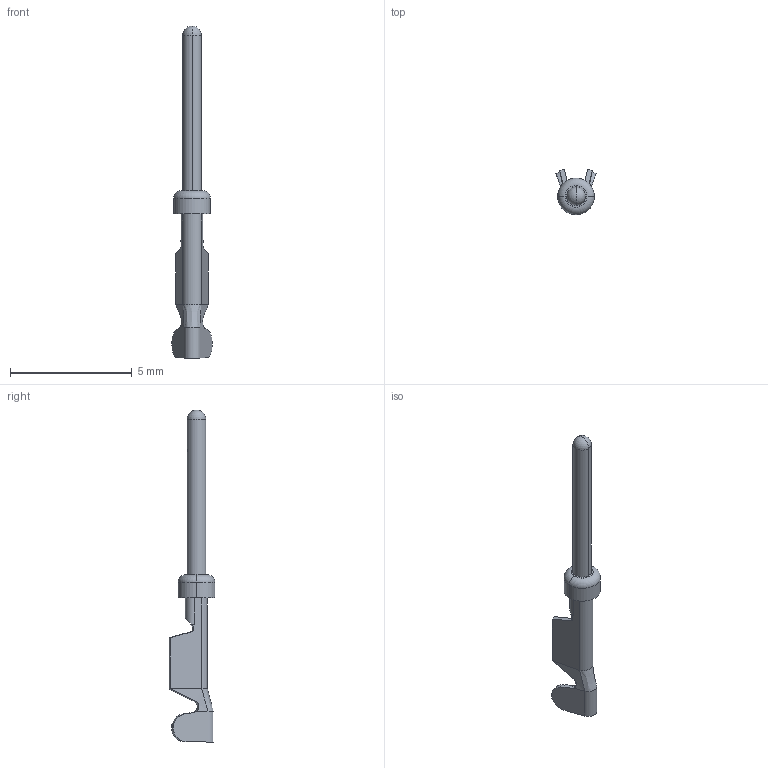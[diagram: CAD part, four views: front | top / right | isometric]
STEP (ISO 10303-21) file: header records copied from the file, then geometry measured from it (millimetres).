
FILE_DESCRIPTION((''),'2;1');
FILE_NAME('MANIFOLD_SOLID_BREP_68','2023-03-28T',('lishuang.ye'),(''),'PRO/ENGINEER BY PARAMETRIC TECHNOLOGY CORPORATION, 2014320','PRO/ENGINEER BY PARAMETRIC TECHNOLOGY CORPORATION, 2014320','');
FILE_SCHEMA(('AUTOMOTIVE_DESIGN { 1 0 10303 214 1 1 1 1 }'));
Length unit declared in the file: millimetre
Products named in the file (1): MANIFOLD_SOLID_BREP_68
Bounding box: 1.65 x 1.87 x 13.61 mm (x, y, z)
Volume: 6.5 mm3; surface area: 69.9 mm2
Topology: 1 solids, 1 shells, 79 faces, 202 edges, 127 vertices
Faces by surface type: plane 32, cylinder 22, bspline 15, extrusion 6, torus 2, sphere 2
Entity records: 3811 total; most frequent: CARTESIAN_POINT 1354, ORIENTED_EDGE 400, DIRECTION 314, PRESENTATION_STYLE_ASSIGNMENT 201, STYLED_ITEM 201, CURVE_STYLE 200, EDGE_CURVE 200, VERTEX_POINT 127
